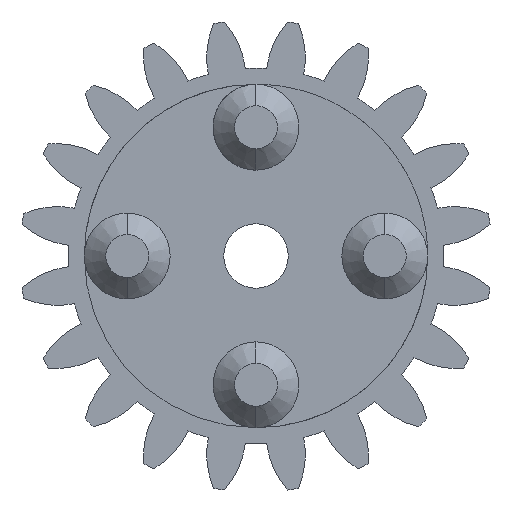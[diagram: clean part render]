
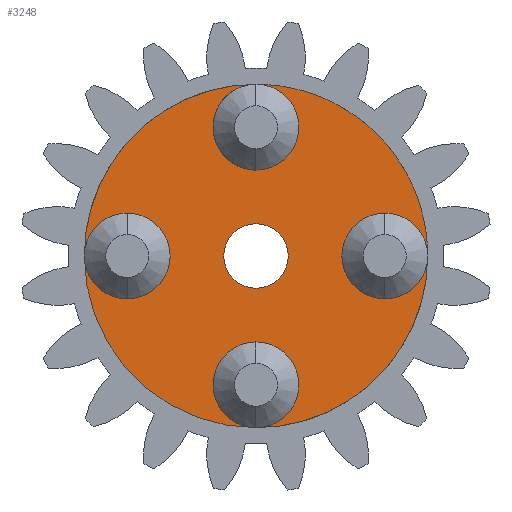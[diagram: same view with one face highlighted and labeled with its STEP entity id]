
A CAD part, left-side view. The second image highlights one B-rep face of the part: STEP entity #3248.
In plain terms, the highlighted planar face has unit normal (-1, 0, 0).
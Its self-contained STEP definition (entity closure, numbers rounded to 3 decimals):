
#3 = AXIS2_PLACEMENT_3D ( 'NONE', #1368, #1054, #3358 ) ;
#24 = ORIENTED_EDGE ( 'NONE', *, *, #506, .T. ) ;
#39 = CARTESIAN_POINT ( 'NONE',  ( -12., 6., 2. ) ) ;
#70 = ORIENTED_EDGE ( 'NONE', *, *, #2782, .T. ) ;
#71 = DIRECTION ( 'NONE',  ( 0., 0., 1. ) ) ;
#72 = VERTEX_POINT ( 'NONE', #3526 ) ;
#83 = CIRCLE ( 'NONE', #2538, 2. ) ;
#95 = ORIENTED_EDGE ( 'NONE', *, *, #3465, .F. ) ;
#109 = CARTESIAN_POINT ( 'NONE',  ( -12., 0., 1.5 ) ) ;
#112 = VERTEX_POINT ( 'NONE', #39 ) ;
#158 = AXIS2_PLACEMENT_3D ( 'NONE', #2164, #4095, #876 ) ;
#198 = DIRECTION ( 'NONE',  ( 0., 0., 1. ) ) ;
#201 = EDGE_CURVE ( 'NONE', #1243, #783, #561, .T. ) ;
#214 = AXIS2_PLACEMENT_3D ( 'NONE', #3960, #1737, #1070 ) ;
#229 = VERTEX_POINT ( 'NONE', #2103 ) ;
#254 = DIRECTION ( 'NONE',  ( -1., 0., 0. ) ) ;
#278 = CIRCLE ( 'NONE', #3, 8. ) ;
#382 = EDGE_CURVE ( 'NONE', #3131, #1243, #955, .T. ) ;
#410 = ORIENTED_EDGE ( 'NONE', *, *, #1381, .T. ) ;
#506 = EDGE_CURVE ( 'NONE', #1697, #229, #1287, .T. ) ;
#561 = CIRCLE ( 'NONE', #1356, 2. ) ;
#681 = CARTESIAN_POINT ( 'NONE',  ( -12., 0., -6. ) ) ;
#691 = DIRECTION ( 'NONE',  ( 0., 0., 1. ) ) ;
#721 = DIRECTION ( 'NONE',  ( -1., 0., 0. ) ) ;
#762 = EDGE_CURVE ( 'NONE', #112, #229, #2892, .T. ) ;
#779 = CARTESIAN_POINT ( 'NONE',  ( -12., 0., 0. ) ) ;
#783 = VERTEX_POINT ( 'NONE', #1886 ) ;
#799 = DIRECTION ( 'NONE',  ( 0., 0., 1. ) ) ;
#855 = CARTESIAN_POINT ( 'NONE',  ( -12., -6., -2. ) ) ;
#876 = DIRECTION ( 'NONE',  ( 0., 0., 1. ) ) ;
#955 = CIRCLE ( 'NONE', #158, 8. ) ;
#998 = DIRECTION ( 'NONE',  ( -1., 0., 0. ) ) ;
#1010 = DIRECTION ( 'NONE',  ( -1., 0., 0. ) ) ;
#1054 = DIRECTION ( 'NONE',  ( -1., 0., 0. ) ) ;
#1070 = DIRECTION ( 'NONE',  ( 0., 0., 1. ) ) ;
#1082 = AXIS2_PLACEMENT_3D ( 'NONE', #1289, #2241, #3523 ) ;
#1085 = DIRECTION ( 'NONE',  ( 0., 0., 1. ) ) ;
#1209 = DIRECTION ( 'NONE',  ( 0., 0., 1. ) ) ;
#1216 = ORIENTED_EDGE ( 'NONE', *, *, #3013, .F. ) ;
#1243 = VERTEX_POINT ( 'NONE', #1584 ) ;
#1261 = AXIS2_PLACEMENT_3D ( 'NONE', #681, #2553, #3560 ) ;
#1262 = ORIENTED_EDGE ( 'NONE', *, *, #3913, .F. ) ;
#1287 = CIRCLE ( 'NONE', #1821, 8. ) ;
#1289 = CARTESIAN_POINT ( 'NONE',  ( -12., -6., 0. ) ) ;
#1316 = VERTEX_POINT ( 'NONE', #1607 ) ;
#1322 = DIRECTION ( 'NONE',  ( 0., 0., 1. ) ) ;
#1341 = CIRCLE ( 'NONE', #214, 1.5 ) ;
#1356 = AXIS2_PLACEMENT_3D ( 'NONE', #2263, #3548, #691 ) ;
#1368 = CARTESIAN_POINT ( 'NONE',  ( -12., 0., 0. ) ) ;
#1381 = EDGE_CURVE ( 'NONE', #229, #3131, #3758, .T. ) ;
#1444 = VERTEX_POINT ( 'NONE', #109 ) ;
#1445 = FACE_BOUND ( 'NONE', #1897, .T. ) ;
#1493 = DIRECTION ( 'NONE',  ( -1., 0., 0. ) ) ;
#1542 = AXIS2_PLACEMENT_3D ( 'NONE', #779, #3660, #799 ) ;
#1544 = ORIENTED_EDGE ( 'NONE', *, *, #3264, .F. ) ;
#1563 = AXIS2_PLACEMENT_3D ( 'NONE', #2666, #3931, #1085 ) ;
#1584 = CARTESIAN_POINT ( 'NONE',  ( -12., -8., 0. ) ) ;
#1607 = CARTESIAN_POINT ( 'NONE',  ( -12., 0., -1.5 ) ) ;
#1639 = CARTESIAN_POINT ( 'NONE',  ( -12., 0., -6. ) ) ;
#1646 = DIRECTION ( 'NONE',  ( 0., 0., 1. ) ) ;
#1686 = ORIENTED_EDGE ( 'NONE', *, *, #201, .F. ) ;
#1687 = DIRECTION ( 'NONE',  ( -1., 0., 0. ) ) ;
#1693 = DIRECTION ( 'NONE',  ( -1., 0., 0. ) ) ;
#1697 = VERTEX_POINT ( 'NONE', #2642 ) ;
#1731 = AXIS2_PLACEMENT_3D ( 'NONE', #1639, #721, #1322 ) ;
#1737 = DIRECTION ( 'NONE',  ( -1., 0., 0. ) ) ;
#1807 = EDGE_CURVE ( 'NONE', #1966, #112, #2950, .T. ) ;
#1821 = AXIS2_PLACEMENT_3D ( 'NONE', #3427, #254, #1209 ) ;
#1873 = CIRCLE ( 'NONE', #3677, 2. ) ;
#1886 = CARTESIAN_POINT ( 'NONE',  ( -12., -6., 2. ) ) ;
#1897 = EDGE_LOOP ( 'NONE', ( #2928, #3594 ) ) ;
#1899 = CARTESIAN_POINT ( 'NONE',  ( -12., 0., 0. ) ) ;
#1966 = VERTEX_POINT ( 'NONE', #2668 ) ;
#1969 = CARTESIAN_POINT ( 'NONE',  ( -12., 0., 4. ) ) ;
#2005 = ORIENTED_EDGE ( 'NONE', *, *, #2641, .F. ) ;
#2010 = CIRCLE ( 'NONE', #3285, 1.5 ) ;
#2023 = VERTEX_POINT ( 'NONE', #855 ) ;
#2048 = EDGE_LOOP ( 'NONE', ( #410, #3183, #1262, #3410, #1544, #4097, #1686, #70, #1216, #95, #24, #3185, #2412, #2005 ) ) ;
#2103 = CARTESIAN_POINT ( 'NONE',  ( -12., 8., 0. ) ) ;
#2164 = CARTESIAN_POINT ( 'NONE',  ( -12., 0., 0. ) ) ;
#2181 = VERTEX_POINT ( 'NONE', #1969 ) ;
#2241 = DIRECTION ( 'NONE',  ( -1., 0., 0. ) ) ;
#2263 = CARTESIAN_POINT ( 'NONE',  ( -12., -6., 0. ) ) ;
#2266 = CIRCLE ( 'NONE', #1082, 2. ) ;
#2348 = CARTESIAN_POINT ( 'NONE',  ( -12., 0., 0. ) ) ;
#2412 = ORIENTED_EDGE ( 'NONE', *, *, #1807, .F. ) ;
#2538 = AXIS2_PLACEMENT_3D ( 'NONE', #2876, #1687, #3238 ) ;
#2553 = DIRECTION ( 'NONE',  ( -1., 0., 0. ) ) ;
#2603 = CARTESIAN_POINT ( 'NONE',  ( -12., 6., 0. ) ) ;
#2641 = EDGE_CURVE ( 'NONE', #229, #1966, #3275, .T. ) ;
#2642 = CARTESIAN_POINT ( 'NONE',  ( -12., 0., 8. ) ) ;
#2654 = DIRECTION ( 'NONE',  ( -1., 0., 0. ) ) ;
#2661 = CIRCLE ( 'NONE', #1731, 2. ) ;
#2665 = DIRECTION ( 'NONE',  ( -1., 0., 0. ) ) ;
#2666 = CARTESIAN_POINT ( 'NONE',  ( -12., 6., 0. ) ) ;
#2668 = CARTESIAN_POINT ( 'NONE',  ( -12., 6., -2. ) ) ;
#2676 = CIRCLE ( 'NONE', #3215, 2. ) ;
#2719 = DIRECTION ( 'NONE',  ( 0., 0., 1. ) ) ;
#2782 = EDGE_CURVE ( 'NONE', #1243, #1697, #278, .T. ) ;
#2876 = CARTESIAN_POINT ( 'NONE',  ( -12., 0., 6. ) ) ;
#2892 = CIRCLE ( 'NONE', #1563, 2. ) ;
#2908 = DIRECTION ( 'NONE',  ( 0., 0., 1. ) ) ;
#2928 = ORIENTED_EDGE ( 'NONE', *, *, #3596, .F. ) ;
#2935 = CARTESIAN_POINT ( 'NONE',  ( -12., 6., 0. ) ) ;
#2950 = CIRCLE ( 'NONE', #4068, 2. ) ;
#2976 = PLANE ( 'NONE',  #1542 ) ;
#3013 = EDGE_CURVE ( 'NONE', #2181, #1697, #2676, .T. ) ;
#3040 = AXIS2_PLACEMENT_3D ( 'NONE', #1899, #1693, #2908 ) ;
#3042 = CARTESIAN_POINT ( 'NONE',  ( -12., -6., 0. ) ) ;
#3131 = VERTEX_POINT ( 'NONE', #3513 ) ;
#3146 = CARTESIAN_POINT ( 'NONE',  ( -12., 0., 6. ) ) ;
#3159 = EDGE_CURVE ( 'NONE', #1316, #1444, #1341, .T. ) ;
#3183 = ORIENTED_EDGE ( 'NONE', *, *, #3910, .F. ) ;
#3185 = ORIENTED_EDGE ( 'NONE', *, *, #762, .F. ) ;
#3215 = AXIS2_PLACEMENT_3D ( 'NONE', #3146, #1493, #198 ) ;
#3238 = DIRECTION ( 'NONE',  ( 0., 0., 1. ) ) ;
#3248 = ADVANCED_FACE ( 'NONE', ( #1445, #3640 ), #2976, .T. ) ;
#3264 = EDGE_CURVE ( 'NONE', #2023, #1243, #1873, .T. ) ;
#3275 = CIRCLE ( 'NONE', #3601, 2. ) ;
#3285 = AXIS2_PLACEMENT_3D ( 'NONE', #2348, #2665, #3992 ) ;
#3358 = DIRECTION ( 'NONE',  ( 0., 0., 1. ) ) ;
#3410 = ORIENTED_EDGE ( 'NONE', *, *, #382, .T. ) ;
#3427 = CARTESIAN_POINT ( 'NONE',  ( -12., 0., 0. ) ) ;
#3465 = EDGE_CURVE ( 'NONE', #1697, #2181, #83, .T. ) ;
#3466 = CIRCLE ( 'NONE', #1261, 2. ) ;
#3513 = CARTESIAN_POINT ( 'NONE',  ( -12., 0., -8. ) ) ;
#3523 = DIRECTION ( 'NONE',  ( 0., 0., 1. ) ) ;
#3526 = CARTESIAN_POINT ( 'NONE',  ( -12., 0., -4. ) ) ;
#3545 = EDGE_CURVE ( 'NONE', #783, #2023, #2266, .T. ) ;
#3548 = DIRECTION ( 'NONE',  ( -1., 0., 0. ) ) ;
#3560 = DIRECTION ( 'NONE',  ( 0., 0., 1. ) ) ;
#3594 = ORIENTED_EDGE ( 'NONE', *, *, #3159, .F. ) ;
#3596 = EDGE_CURVE ( 'NONE', #1444, #1316, #2010, .T. ) ;
#3601 = AXIS2_PLACEMENT_3D ( 'NONE', #2935, #1010, #71 ) ;
#3640 = FACE_OUTER_BOUND ( 'NONE', #2048, .T. ) ;
#3660 = DIRECTION ( 'NONE',  ( -1., 0., 0. ) ) ;
#3677 = AXIS2_PLACEMENT_3D ( 'NONE', #3042, #2654, #2719 ) ;
#3758 = CIRCLE ( 'NONE', #3040, 8. ) ;
#3910 = EDGE_CURVE ( 'NONE', #72, #3131, #3466, .T. ) ;
#3913 = EDGE_CURVE ( 'NONE', #3131, #72, #2661, .T. ) ;
#3931 = DIRECTION ( 'NONE',  ( -1., 0., 0. ) ) ;
#3960 = CARTESIAN_POINT ( 'NONE',  ( -12., 0., 0. ) ) ;
#3992 = DIRECTION ( 'NONE',  ( 0., 0., 1. ) ) ;
#4068 = AXIS2_PLACEMENT_3D ( 'NONE', #2603, #998, #1646 ) ;
#4095 = DIRECTION ( 'NONE',  ( -1., 0., 0. ) ) ;
#4097 = ORIENTED_EDGE ( 'NONE', *, *, #3545, .F. ) ;
